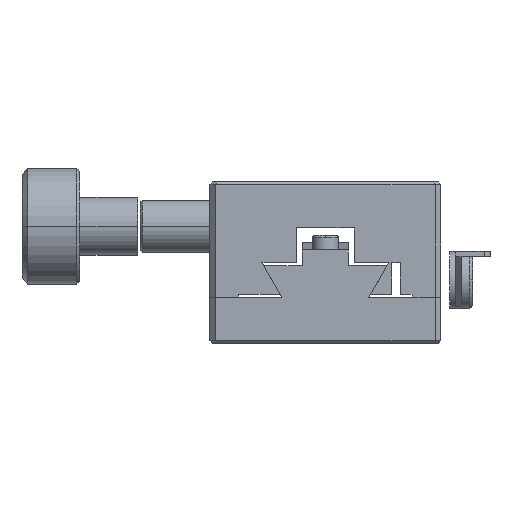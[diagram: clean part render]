
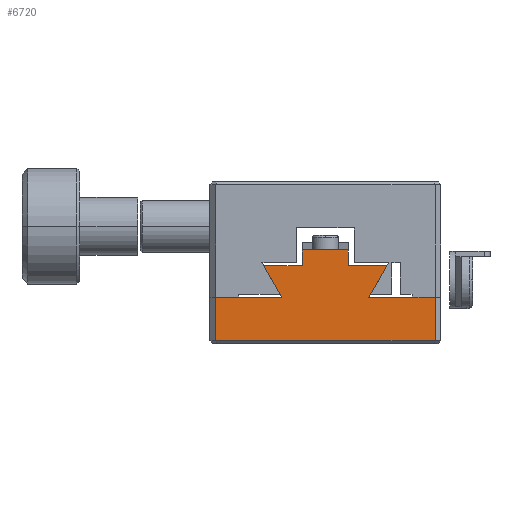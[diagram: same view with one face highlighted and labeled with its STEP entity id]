
A CAD part, front view. The second image highlights one B-rep face of the part: STEP entity #6720.
In plain terms, the highlighted planar face has unit normal (0, -1, 0).
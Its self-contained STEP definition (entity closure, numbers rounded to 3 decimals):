
#49 = LINE ( 'NONE', #4901, #12172 ) ;
#119 = ORIENTED_EDGE ( 'NONE', *, *, #6717, .T. ) ;
#134 = ORIENTED_EDGE ( 'NONE', *, *, #1711, .T. ) ;
#190 = DIRECTION ( 'NONE',  ( 1., 0., 0. ) ) ;
#421 = CARTESIAN_POINT ( 'NONE',  ( -11.5, -250., 9.732 ) ) ;
#475 = CARTESIAN_POINT ( 'NONE',  ( -24., -250., 13.5 ) ) ;
#529 = DIRECTION ( 'NONE',  ( -1., 0., 0. ) ) ;
#715 = VERTEX_POINT ( 'NONE', #2850 ) ;
#1065 = VERTEX_POINT ( 'NONE', #11680 ) ;
#1091 = EDGE_CURVE ( 'NONE', #715, #6144, #6405, .T. ) ;
#1147 = CARTESIAN_POINT ( 'NONE',  ( -39., -250., 0.5 ) ) ;
#1278 = CARTESIAN_POINT ( 'NONE',  ( -20., -250., 8. ) ) ;
#1401 = ORIENTED_EDGE ( 'NONE', *, *, #13226, .T. ) ;
#1491 = VERTEX_POINT ( 'NONE', #11404 ) ;
#1495 = DIRECTION ( 'NONE',  ( 0., -1., 0. ) ) ;
#1514 = CARTESIAN_POINT ( 'NONE',  ( -30.5, -250., 13.348 ) ) ;
#1515 = EDGE_CURVE ( 'NONE', #1491, #715, #49, .T. ) ;
#1711 = EDGE_CURVE ( 'NONE', #7731, #5528, #5564, .T. ) ;
#1922 = ORIENTED_EDGE ( 'NONE', *, *, #11562, .T. ) ;
#2151 = ORIENTED_EDGE ( 'NONE', *, *, #7147, .T. ) ;
#2176 = DIRECTION ( 'NONE',  ( 0., 0., -1. ) ) ;
#2261 = DIRECTION ( 'NONE',  ( -1., 0., 0. ) ) ;
#2266 = CARTESIAN_POINT ( 'NONE',  ( -20., -250., 13.5 ) ) ;
#2315 = VERTEX_POINT ( 'NONE', #8891 ) ;
#2717 = CARTESIAN_POINT ( 'NONE',  ( -16., -250., 16.2 ) ) ;
#2721 = VECTOR ( 'NONE', #11836, 1000. ) ;
#2834 = VERTEX_POINT ( 'NONE', #7875 ) ;
#2850 = CARTESIAN_POINT ( 'NONE',  ( -39., -250., 8. ) ) ;
#2900 = CARTESIAN_POINT ( 'NONE',  ( -29.5, -250., 11.464 ) ) ;
#2935 = VERTEX_POINT ( 'NONE', #6797 ) ;
#3262 = DIRECTION ( 'NONE',  ( 0., 0., 1. ) ) ;
#3496 = LINE ( 'NONE', #5335, #7480 ) ;
#3559 = CARTESIAN_POINT ( 'NONE',  ( -28.5, -250., 9.732 ) ) ;
#3671 = LINE ( 'NONE', #12306, #3720 ) ;
#3720 = VECTOR ( 'NONE', #11430, 1000. ) ;
#3778 = CARTESIAN_POINT ( 'NONE',  ( -30.5, -250., 13.196 ) ) ;
#3938 = ORIENTED_EDGE ( 'NONE', *, *, #11751, .F. ) ;
#3974 = VECTOR ( 'NONE', #529, 1000. ) ;
#4136 = CARTESIAN_POINT ( 'NONE',  ( -20., -250., 16.2 ) ) ;
#4264 = EDGE_CURVE ( 'NONE', #2315, #9975, #3496, .T. ) ;
#4718 = LINE ( 'NONE', #6516, #3974 ) ;
#4775 = LINE ( 'NONE', #7252, #2721 ) ;
#4833 = VERTEX_POINT ( 'NONE', #8079 ) ;
#4901 = CARTESIAN_POINT ( 'NONE',  ( -20., -250., 8. ) ) ;
#5335 = CARTESIAN_POINT ( 'NONE',  ( -24., -250., 8.35 ) ) ;
#5380 = VECTOR ( 'NONE', #2176, 1000. ) ;
#5528 = VERTEX_POINT ( 'NONE', #6418 ) ;
#5564 = B_SPLINE_CURVE_WITH_KNOTS ( 'NONE', 3,
 ( #11456, #421, #11670, #12110 ),
 .UNSPECIFIED., .F., .F.,
 ( 4, 4 ),
 ( 0., 1. ),
 .UNSPECIFIED. ) ;
#5578 = VECTOR ( 'NONE', #3262, 1000. ) ;
#5610 = DIRECTION ( 'NONE',  ( -1., 0., 0. ) ) ;
#5766 = ORIENTED_EDGE ( 'NONE', *, *, #1515, .T. ) ;
#5970 = ORIENTED_EDGE ( 'NONE', *, *, #6658, .T. ) ;
#6027 = AXIS2_PLACEMENT_3D ( 'NONE', #13428, #1495, #190 ) ;
#6059 = VECTOR ( 'NONE', #8374, 1000. ) ;
#6106 = EDGE_CURVE ( 'NONE', #4833, #2834, #11521, .T. ) ;
#6144 = VERTEX_POINT ( 'NONE', #1147 ) ;
#6195 = PLANE ( 'NONE',  #6027 ) ;
#6405 = LINE ( 'NONE', #12769, #5380 ) ;
#6418 = CARTESIAN_POINT ( 'NONE',  ( -9.5, -250., 13.196 ) ) ;
#6516 = CARTESIAN_POINT ( 'NONE',  ( -20., -250., 13.5 ) ) ;
#6658 = EDGE_CURVE ( 'NONE', #11014, #10287, #8593, .T. ) ;
#6717 = EDGE_CURVE ( 'NONE', #10287, #7731, #12764, .T. ) ;
#6720 = ADVANCED_FACE ( 'NONE', ( #12539 ), #6195, .T. ) ;
#6721 = CARTESIAN_POINT ( 'NONE',  ( -16., -250., 8.35 ) ) ;
#6797 = CARTESIAN_POINT ( 'NONE',  ( -30.5, -250., 13.196 ) ) ;
#7147 = EDGE_CURVE ( 'NONE', #10678, #2315, #13425, .T. ) ;
#7252 = CARTESIAN_POINT ( 'NONE',  ( -9.5, -250., 13.348 ) ) ;
#7387 = CARTESIAN_POINT ( 'NONE',  ( -12.5, -250., 8. ) ) ;
#7480 = VECTOR ( 'NONE', #13034, 1000. ) ;
#7530 = LINE ( 'NONE', #1514, #5578 ) ;
#7704 = EDGE_LOOP ( 'NONE', ( #9176, #8324, #5970, #119, #134, #3938, #9876, #1922, #2151, #12498, #11465, #7979, #1401, #5766 ) ) ;
#7731 = VERTEX_POINT ( 'NONE', #7387 ) ;
#7875 = CARTESIAN_POINT ( 'NONE',  ( -16., -250., 13.5 ) ) ;
#7979 = ORIENTED_EDGE ( 'NONE', *, *, #11088, .F. ) ;
#8079 = CARTESIAN_POINT ( 'NONE',  ( -9.5, -250., 13.5 ) ) ;
#8324 = ORIENTED_EDGE ( 'NONE', *, *, #11964, .F. ) ;
#8374 = DIRECTION ( 'NONE',  ( -1., 0., 0. ) ) ;
#8593 = LINE ( 'NONE', #12972, #12144 ) ;
#8891 = CARTESIAN_POINT ( 'NONE',  ( -24., -250., 16.2 ) ) ;
#9176 = ORIENTED_EDGE ( 'NONE', *, *, #1091, .T. ) ;
#9259 = VECTOR ( 'NONE', #9335, 1000. ) ;
#9285 = B_SPLINE_CURVE_WITH_KNOTS ( 'NONE', 3,
 ( #3778, #2900, #3559, #10673 ),
 .UNSPECIFIED., .F., .F.,
 ( 4, 4 ),
 ( 0., 1. ),
 .UNSPECIFIED. ) ;
#9335 = DIRECTION ( 'NONE',  ( 0., 0., 1. ) ) ;
#9876 = ORIENTED_EDGE ( 'NONE', *, *, #6106, .T. ) ;
#9975 = VERTEX_POINT ( 'NONE', #475 ) ;
#10287 = VERTEX_POINT ( 'NONE', #10670 ) ;
#10356 = DIRECTION ( 'NONE',  ( 0., 0., 1. ) ) ;
#10670 = CARTESIAN_POINT ( 'NONE',  ( -1., -250., 8. ) ) ;
#10673 = CARTESIAN_POINT ( 'NONE',  ( -27.5, -250., 8. ) ) ;
#10678 = VERTEX_POINT ( 'NONE', #2717 ) ;
#10786 = DIRECTION ( 'NONE',  ( -1., 0., 0. ) ) ;
#11014 = VERTEX_POINT ( 'NONE', #13660 ) ;
#11088 = EDGE_CURVE ( 'NONE', #2935, #1065, #7530, .T. ) ;
#11404 = CARTESIAN_POINT ( 'NONE',  ( -27.5, -250., 8. ) ) ;
#11430 = DIRECTION ( 'NONE',  ( -1., 0., 0. ) ) ;
#11456 = CARTESIAN_POINT ( 'NONE',  ( -12.5, -250., 8. ) ) ;
#11465 = ORIENTED_EDGE ( 'NONE', *, *, #12515, .T. ) ;
#11521 = LINE ( 'NONE', #2266, #11580 ) ;
#11562 = EDGE_CURVE ( 'NONE', #2834, #10678, #11741, .T. ) ;
#11580 = VECTOR ( 'NONE', #5610, 1000. ) ;
#11670 = CARTESIAN_POINT ( 'NONE',  ( -10.5, -250., 11.464 ) ) ;
#11680 = CARTESIAN_POINT ( 'NONE',  ( -30.5, -250., 13.5 ) ) ;
#11741 = LINE ( 'NONE', #6721, #9259 ) ;
#11751 = EDGE_CURVE ( 'NONE', #4833, #5528, #4775, .T. ) ;
#11836 = DIRECTION ( 'NONE',  ( 0., 0., -1. ) ) ;
#11964 = EDGE_CURVE ( 'NONE', #11014, #6144, #3671, .T. ) ;
#12110 = CARTESIAN_POINT ( 'NONE',  ( -9.5, -250., 13.196 ) ) ;
#12144 = VECTOR ( 'NONE', #10356, 1000. ) ;
#12172 = VECTOR ( 'NONE', #2261, 1000. ) ;
#12306 = CARTESIAN_POINT ( 'NONE',  ( -20., -250., 0.5 ) ) ;
#12498 = ORIENTED_EDGE ( 'NONE', *, *, #4264, .T. ) ;
#12515 = EDGE_CURVE ( 'NONE', #9975, #1065, #4718, .T. ) ;
#12539 = FACE_OUTER_BOUND ( 'NONE', #7704, .T. ) ;
#12764 = LINE ( 'NONE', #1278, #13324 ) ;
#12769 = CARTESIAN_POINT ( 'NONE',  ( -39., -250., 8.35 ) ) ;
#12972 = CARTESIAN_POINT ( 'NONE',  ( -1., -250., 8.35 ) ) ;
#13034 = DIRECTION ( 'NONE',  ( 0., 0., -1. ) ) ;
#13226 = EDGE_CURVE ( 'NONE', #2935, #1491, #9285, .T. ) ;
#13324 = VECTOR ( 'NONE', #10786, 1000. ) ;
#13425 = LINE ( 'NONE', #4136, #6059 ) ;
#13428 = CARTESIAN_POINT ( 'NONE',  ( -39., -250., 0.5 ) ) ;
#13660 = CARTESIAN_POINT ( 'NONE',  ( -1., -250., 0.5 ) ) ;
